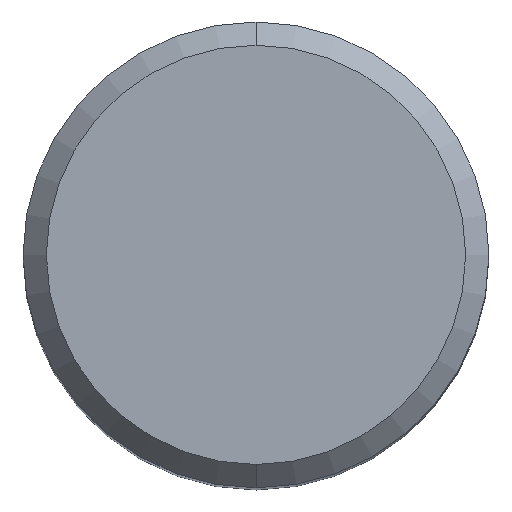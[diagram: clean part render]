
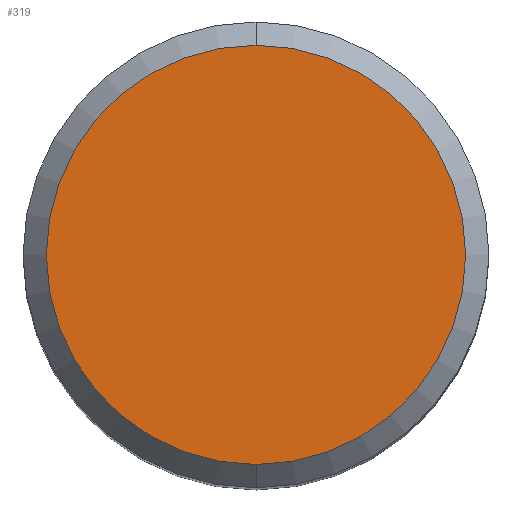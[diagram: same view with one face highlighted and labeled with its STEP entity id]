
A CAD part, top view. The second image highlights one B-rep face of the part: STEP entity #319.
In plain terms, the highlighted planar face has unit normal (0, 0, 1).
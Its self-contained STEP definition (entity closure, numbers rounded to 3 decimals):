
#175=VERTEX_POINT('',#474);
#185=VERTEX_POINT('',#485);
#215=EDGE_CURVE('',#185,#175,#519,.T.);
#303=EDGE_CURVE('',#175,#185,#616,.T.);
#319=ADVANCED_FACE('',(#635),#636,.T.);
#474=CARTESIAN_POINT('',(0.,-7.2,0.));
#485=CARTESIAN_POINT('',(0.0,7.2,0.));
#519=CIRCLE('',#861,7.2);
#616=CIRCLE('',#1162,7.2);
#635=FACE_OUTER_BOUND('',#1208,.T.);
#636=PLANE('',#1209);
#861=AXIS2_PLACEMENT_3D('',#1521,#1522,#1523);
#1162=AXIS2_PLACEMENT_3D('',#1646,#1647,#1648);
#1208=EDGE_LOOP('',(#1679,#1680));
#1209=AXIS2_PLACEMENT_3D('',#1681,#1682,#1683);
#1521=CARTESIAN_POINT('',(0.0,0.0,0.));
#1522=DIRECTION('',(0.0,0.0,-1.0));
#1523=DIRECTION('',(0.0,1.0,0.0));
#1646=CARTESIAN_POINT('',(0.0,0.0,0.));
#1647=DIRECTION('',(0.0,0.0,-1.0));
#1648=DIRECTION('',(0.0,1.0,0.0));
#1679=ORIENTED_EDGE('',*,*,#215,.F.);
#1680=ORIENTED_EDGE('',*,*,#303,.F.);
#1681=CARTESIAN_POINT('',(0.0,3.6,0.));
#1682=DIRECTION('',(-0.0,0.0,1.0));
#1683=DIRECTION('',(0.0,-1.0,0.0));
